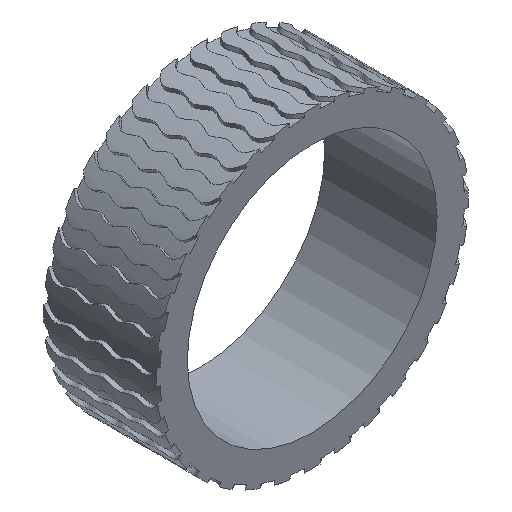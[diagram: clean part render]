
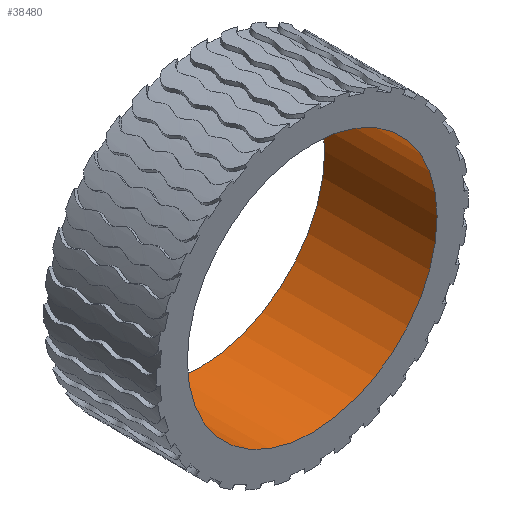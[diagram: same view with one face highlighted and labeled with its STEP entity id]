
A CAD part, isometric view. The second image highlights one B-rep face of the part: STEP entity #38480.
In plain terms, the highlighted cylindrical face has radius 32 mm (diameter 64 mm), a full revolution.
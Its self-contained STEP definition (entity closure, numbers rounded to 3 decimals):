
#1979 = EDGE_CURVE('',#1980,#1980,#1982,.T.);
#1980 = VERTEX_POINT('',#1981);
#1981 = CARTESIAN_POINT('',(32.,-28.,0.));
#1982 = CIRCLE('',#1983,32.);
#1983 = AXIS2_PLACEMENT_3D('',#1984,#1985,#1986);
#1984 = CARTESIAN_POINT('',(0.,-28.,0.));
#1985 = DIRECTION('',(0.,-1.,0.));
#1986 = DIRECTION('',(1.,0.,0.));
#3375 = EDGE_CURVE('',#3376,#3376,#3378,.T.);
#3376 = VERTEX_POINT('',#3377);
#3377 = CARTESIAN_POINT('',(32.,-56.8,0.));
#3378 = CIRCLE('',#3379,32.);
#3379 = AXIS2_PLACEMENT_3D('',#3380,#3381,#3382);
#3380 = CARTESIAN_POINT('',(0.,-56.8,0.));
#3381 = DIRECTION('',(0.,-1.,0.));
#3382 = DIRECTION('',(1.,0.,0.));
#38480 = ADVANCED_FACE('',(#38481),#38492,.F.);
#38481 = FACE_BOUND('',#38482,.T.);
#38482 = EDGE_LOOP('',(#38483,#38489,#38490,#38491));
#38483 = ORIENTED_EDGE('',*,*,#38484,.T.);
#38484 = EDGE_CURVE('',#1980,#3376,#38485,.T.);
#38485 = LINE('',#38486,#38487);
#38486 = CARTESIAN_POINT('',(32.,-28.,0.));
#38487 = VECTOR('',#38488,1.);
#38488 = DIRECTION('',(0.,-1.,0.));
#38489 = ORIENTED_EDGE('',*,*,#3375,.T.);
#38490 = ORIENTED_EDGE('',*,*,#38484,.F.);
#38491 = ORIENTED_EDGE('',*,*,#1979,.F.);
#38492 = CYLINDRICAL_SURFACE('',#38493,32.);
#38493 = AXIS2_PLACEMENT_3D('',#38494,#38495,#38496);
#38494 = CARTESIAN_POINT('',(0.,-28.,0.));
#38495 = DIRECTION('',(0.,1.,0.));
#38496 = DIRECTION('',(1.,0.,0.));
